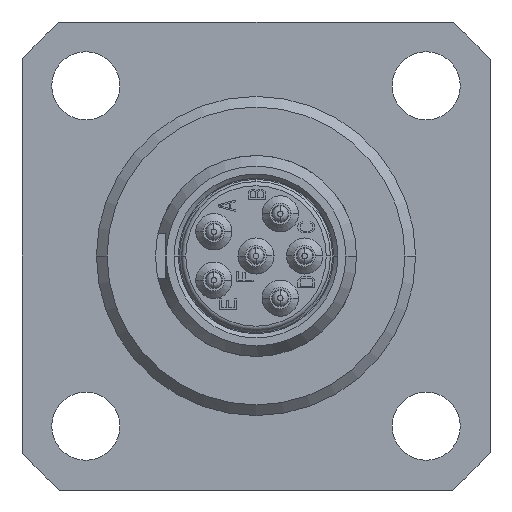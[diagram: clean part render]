
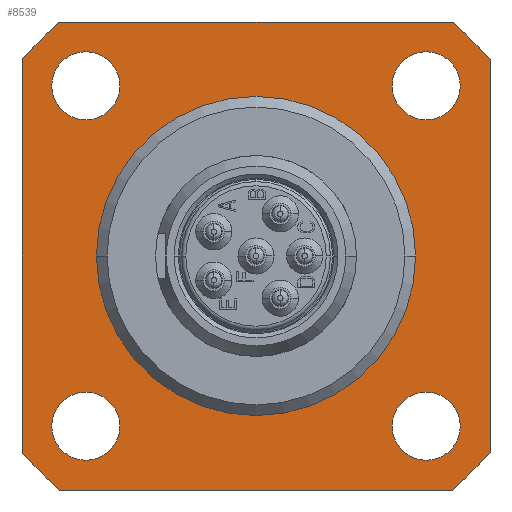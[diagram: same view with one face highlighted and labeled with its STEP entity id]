
A CAD part, left-side view. The second image highlights one B-rep face of the part: STEP entity #8539.
In plain terms, the highlighted planar face has unit normal (-1, 0, 0).
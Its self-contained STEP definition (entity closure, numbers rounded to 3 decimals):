
#428=CARTESIAN_POINT('',(-0.5,0.,0.));
#429=DIRECTION('',(1.,0.,0.));
#430=DIRECTION('',(0.,1.,0.));
#431=AXIS2_PLACEMENT_3D('',#428,#429,#430);
#441=CARTESIAN_POINT('',(-0.5,0.,0.));
#442=DIRECTION('',(1.,0.,0.));
#443=DIRECTION('',(0.,-1.,0.));
#444=AXIS2_PLACEMENT_3D('',#441,#442,#443);
#446=DIRECTION('',(0.,1.,0.));
#447=VECTOR('',#446,18.431);
#448=CARTESIAN_POINT('',(-0.5,-9.215,11.));
#449=LINE('1021',#448,#447);
#450=CARTESIAN_POINT('',(-0.5,0.,0.));
#451=DIRECTION('',(1.,0.,0.));
#452=DIRECTION('',(0.,-0.642,0.767));
#453=AXIS2_PLACEMENT_3D('',#450,#451,#452);
#455=DIRECTION('',(0.,0.,1.));
#456=VECTOR('',#455,18.431);
#457=CARTESIAN_POINT('',(-0.5,-11.,-9.215));
#458=LINE('1022',#457,#456);
#459=CARTESIAN_POINT('',(-0.5,0.,0.));
#460=DIRECTION('',(1.,0.,0.));
#461=DIRECTION('',(0.,-0.767,-0.642));
#462=AXIS2_PLACEMENT_3D('',#459,#460,#461);
#464=DIRECTION('',(0.,-1.,0.));
#465=VECTOR('',#464,18.431);
#466=CARTESIAN_POINT('',(-0.5,9.215,-11.));
#467=LINE('1023',#466,#465);
#468=CARTESIAN_POINT('',(-0.5,0.,0.));
#469=DIRECTION('',(1.,0.,0.));
#470=DIRECTION('',(0.,0.642,-0.767));
#471=AXIS2_PLACEMENT_3D('',#468,#469,#470);
#473=DIRECTION('',(0.,0.,-1.));
#474=VECTOR('',#473,18.431);
#475=CARTESIAN_POINT('',(-0.5,11.,9.215));
#476=LINE('1024',#475,#474);
#477=CARTESIAN_POINT('',(-0.5,0.,0.));
#478=DIRECTION('',(1.,0.,0.));
#479=DIRECTION('',(0.,0.767,0.642));
#480=AXIS2_PLACEMENT_3D('',#477,#478,#479);
#482=CARTESIAN_POINT('',(-0.5,8.,-8.));
#483=DIRECTION('',(-1.,0.,0.));
#484=DIRECTION('',(0.,0.,-1.));
#485=AXIS2_PLACEMENT_3D('',#482,#483,#484);
#487=CARTESIAN_POINT('',(-0.5,8.,-8.));
#488=DIRECTION('',(-1.,0.,0.));
#489=DIRECTION('',(0.,0.,1.));
#490=AXIS2_PLACEMENT_3D('',#487,#488,#489);
#492=CARTESIAN_POINT('',(-0.5,8.,8.));
#493=DIRECTION('',(-1.,0.,0.));
#494=DIRECTION('',(0.,0.,-1.));
#495=AXIS2_PLACEMENT_3D('',#492,#493,#494);
#497=CARTESIAN_POINT('',(-0.5,8.,8.));
#498=DIRECTION('',(-1.,0.,0.));
#499=DIRECTION('',(0.,0.,1.));
#500=AXIS2_PLACEMENT_3D('',#497,#498,#499);
#502=CARTESIAN_POINT('',(-0.5,-8.,-8.));
#503=DIRECTION('',(-1.,0.,0.));
#504=DIRECTION('',(0.,0.,-1.));
#505=AXIS2_PLACEMENT_3D('',#502,#503,#504);
#507=CARTESIAN_POINT('',(-0.5,-8.,-8.));
#508=DIRECTION('',(-1.,0.,0.));
#509=DIRECTION('',(0.,0.,1.));
#510=AXIS2_PLACEMENT_3D('',#507,#508,#509);
#512=CARTESIAN_POINT('',(-0.5,-8.,8.));
#513=DIRECTION('',(-1.,0.,0.));
#514=DIRECTION('',(0.,0.,-1.));
#515=AXIS2_PLACEMENT_3D('',#512,#513,#514);
#517=CARTESIAN_POINT('',(-0.5,-8.,8.));
#518=DIRECTION('',(-1.,0.,0.));
#519=DIRECTION('',(0.,0.,1.));
#520=AXIS2_PLACEMENT_3D('',#517,#518,#519);
#6419=CARTESIAN_POINT('',(-0.5,7.5,0.));
#6420=VERTEX_POINT('',#6419);
#6421=CARTESIAN_POINT('',(-0.5,-7.5,0.));
#6422=VERTEX_POINT('',#6421);
#6439=CARTESIAN_POINT('',(-0.5,8.,-9.6));
#6440=CARTESIAN_POINT('',(-0.5,8.,-6.4));
#6441=VERTEX_POINT('',#6439);
#6442=VERTEX_POINT('',#6440);
#6443=CARTESIAN_POINT('',(-0.5,8.,6.4));
#6444=CARTESIAN_POINT('',(-0.5,8.,9.6));
#6445=VERTEX_POINT('',#6443);
#6446=VERTEX_POINT('',#6444);
#6447=CARTESIAN_POINT('',(-0.5,-8.,-9.6));
#6448=CARTESIAN_POINT('',(-0.5,-8.,-6.4));
#6449=VERTEX_POINT('',#6447);
#6450=VERTEX_POINT('',#6448);
#6451=CARTESIAN_POINT('',(-0.5,-8.,6.4));
#6452=CARTESIAN_POINT('',(-0.5,-8.,9.6));
#6453=VERTEX_POINT('',#6451);
#6454=VERTEX_POINT('',#6452);
#6570=CARTESIAN_POINT('',(-0.5,-9.215,11.));
#6571=CARTESIAN_POINT('',(-0.5,9.215,11.));
#6572=VERTEX_POINT('',#6570);
#6573=VERTEX_POINT('',#6571);
#6574=CARTESIAN_POINT('',(-0.5,-11.,-9.215));
#6575=CARTESIAN_POINT('',(-0.5,-11.,9.215));
#6576=VERTEX_POINT('',#6574);
#6577=VERTEX_POINT('',#6575);
#6578=CARTESIAN_POINT('',(-0.5,9.215,-11.));
#6579=CARTESIAN_POINT('',(-0.5,-9.215,-11.));
#6580=VERTEX_POINT('',#6578);
#6581=VERTEX_POINT('',#6579);
#6582=CARTESIAN_POINT('',(-0.5,11.,9.215));
#6583=CARTESIAN_POINT('',(-0.5,11.,-9.215));
#6584=VERTEX_POINT('',#6582);
#6585=VERTEX_POINT('',#6583);
#8488=CARTESIAN_POINT('',(-0.5,0.,0.));
#8489=DIRECTION('',(1.,0.,0.));
#8490=DIRECTION('',(0.,0.,-1.));
#8491=AXIS2_PLACEMENT_3D('',#8488,#8489,#8490);
#8492=PLANE('289',#8491);
#8494=ORIENTED_EDGE('1021',*,*,#8493,.F.);
#8496=ORIENTED_EDGE('1073',*,*,#8495,.T.);
#8498=ORIENTED_EDGE('1022',*,*,#8497,.F.);
#8500=ORIENTED_EDGE('1072',*,*,#8499,.T.);
#8502=ORIENTED_EDGE('1023',*,*,#8501,.F.);
#8504=ORIENTED_EDGE('1071',*,*,#8503,.T.);
#8506=ORIENTED_EDGE('1024',*,*,#8505,.F.);
#8508=ORIENTED_EDGE('1060',*,*,#8507,.T.);
#8509=EDGE_LOOP('289',(#8494,#8496,#8498,#8500,#8502,#8504,#8506,#8508));
#8510=FACE_OUTER_BOUND('289',#8509,.F.);
#8512=ORIENTED_EDGE('926',*,*,#8511,.T.);
#8514=ORIENTED_EDGE('927',*,*,#8513,.T.);
#8515=EDGE_LOOP('289',(#8512,#8514));
#8516=FACE_BOUND('289',#8515,.F.);
#8518=ORIENTED_EDGE('928',*,*,#8517,.T.);
#8520=ORIENTED_EDGE('929',*,*,#8519,.T.);
#8521=EDGE_LOOP('289',(#8518,#8520));
#8522=FACE_BOUND('289',#8521,.F.);
#8524=ORIENTED_EDGE('930',*,*,#8523,.T.);
#8526=ORIENTED_EDGE('931',*,*,#8525,.T.);
#8527=EDGE_LOOP('289',(#8524,#8526));
#8528=FACE_BOUND('289',#8527,.F.);
#8530=ORIENTED_EDGE('932',*,*,#8529,.T.);
#8532=ORIENTED_EDGE('933',*,*,#8531,.T.);
#8533=EDGE_LOOP('289',(#8530,#8532));
#8534=FACE_BOUND('289',#8533,.F.);
#8535=ORIENTED_EDGE('916',*,*,#8453,.F.);
#8536=ORIENTED_EDGE('917',*,*,#8476,.F.);
#8537=EDGE_LOOP('289',(#8535,#8536));
#8538=FACE_BOUND('289',#8537,.F.);
#432=CIRCLE('916',#431,7.5);
#445=CIRCLE('917',#444,7.5);
#454=CIRCLE('1073',#453,14.35);
#463=CIRCLE('1072',#462,14.35);
#472=CIRCLE('1071',#471,14.35);
#481=CIRCLE('1060',#480,14.35);
#486=CIRCLE('926',#485,1.6);
#491=CIRCLE('927',#490,1.6);
#496=CIRCLE('928',#495,1.6);
#501=CIRCLE('929',#500,1.6);
#506=CIRCLE('930',#505,1.6);
#511=CIRCLE('931',#510,1.6);
#516=CIRCLE('932',#515,1.6);
#521=CIRCLE('933',#520,1.6);
#8453=EDGE_CURVE('916',#6420,#6422,#432,.T.);
#8476=EDGE_CURVE('917',#6422,#6420,#445,.T.);
#8493=EDGE_CURVE('1021',#6572,#6573,#449,.T.);
#8495=EDGE_CURVE('1073',#6572,#6577,#454,.T.);
#8497=EDGE_CURVE('1022',#6576,#6577,#458,.T.);
#8499=EDGE_CURVE('1072',#6576,#6581,#463,.T.);
#8501=EDGE_CURVE('1023',#6580,#6581,#467,.T.);
#8503=EDGE_CURVE('1071',#6580,#6585,#472,.T.);
#8505=EDGE_CURVE('1024',#6584,#6585,#476,.T.);
#8507=EDGE_CURVE('1060',#6584,#6573,#481,.T.);
#8511=EDGE_CURVE('926',#6441,#6442,#486,.T.);
#8513=EDGE_CURVE('927',#6442,#6441,#491,.T.);
#8517=EDGE_CURVE('928',#6445,#6446,#496,.T.);
#8519=EDGE_CURVE('929',#6446,#6445,#501,.T.);
#8523=EDGE_CURVE('930',#6449,#6450,#506,.T.);
#8525=EDGE_CURVE('931',#6450,#6449,#511,.T.);
#8529=EDGE_CURVE('932',#6453,#6454,#516,.T.);
#8531=EDGE_CURVE('933',#6454,#6453,#521,.T.);
#8539=ADVANCED_FACE('289',(#8510,#8516,#8522,#8528,#8534,#8538),#8492,.F.);
